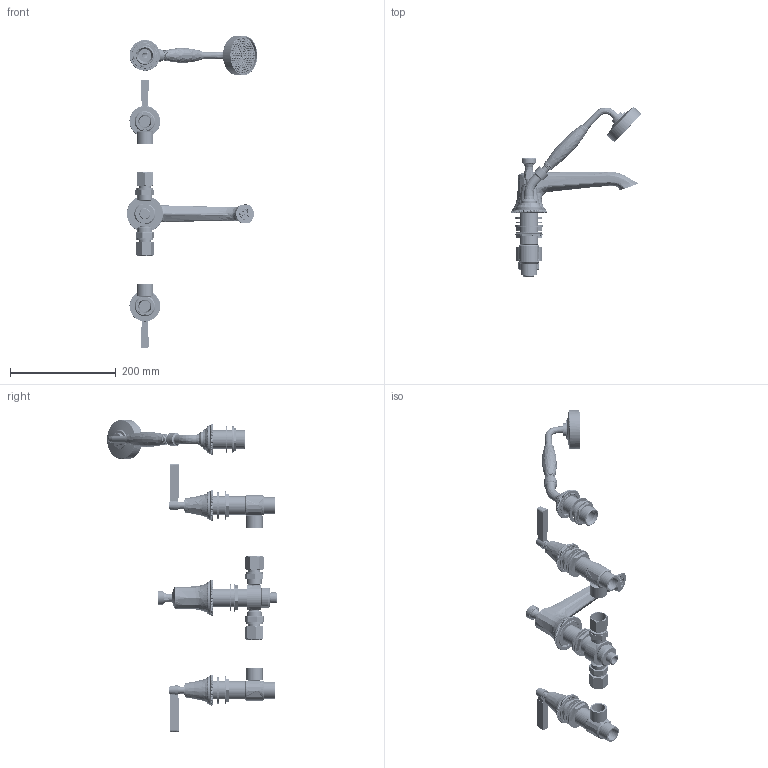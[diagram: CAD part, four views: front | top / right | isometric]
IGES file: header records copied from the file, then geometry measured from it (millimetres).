
Global section: file name: V6KA48M; native system: Autodesk Inventor 2018; preprocessor: unknown; author: mblakey; date: 20171023.121557; units: millimetre
Bounding box: 247.46 x 321.71 x 591.32 mm (x, y, z)
Volume: 872241.9 mm3; surface area: 436259.7 mm2
Topology: 91 solids, 97 shells, 6620 faces, 16338 edges, 10410 vertices
Faces by surface type: bspline 6620
